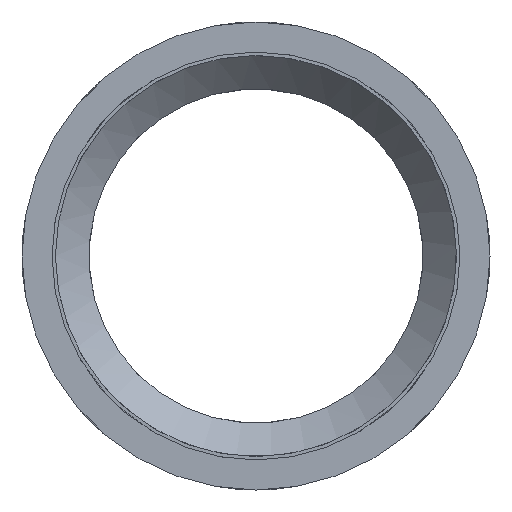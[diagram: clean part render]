
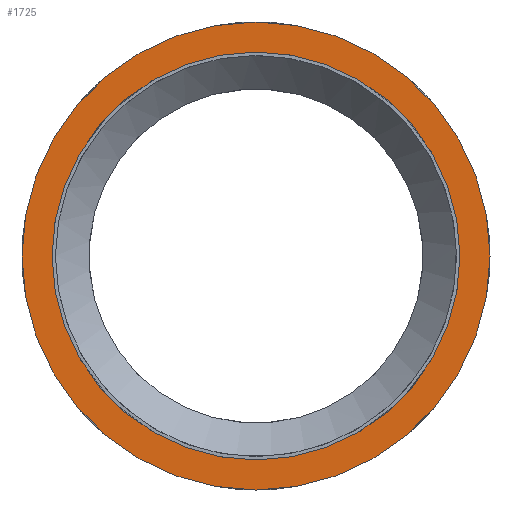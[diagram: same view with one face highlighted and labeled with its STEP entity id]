
A CAD part, front view. The second image highlights one B-rep face of the part: STEP entity #1725.
In plain terms, the highlighted planar face has unit normal (0, -1, 0).
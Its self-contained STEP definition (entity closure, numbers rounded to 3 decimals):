
#404=FACE_BOUND('',#559,.T.);
#468=FACE_OUTER_BOUND('',#558,.T.);
#558=EDGE_LOOP('',(#1177));
#559=EDGE_LOOP('',(#1178));
#712=CIRCLE('',#1843,35.);
#713=CIRCLE('',#1844,30.5);
#755=VERTEX_POINT('',#2395);
#756=VERTEX_POINT('',#2397);
#929=EDGE_CURVE('',#755,#755,#712,.T.);
#930=EDGE_CURVE('',#756,#756,#713,.T.);
#1177=ORIENTED_EDGE('',*,*,#929,.T.);
#1178=ORIENTED_EDGE('',*,*,#930,.T.);
#1673=PLANE('',#1842);
#1725=ADVANCED_FACE('',(#468,#404),#1673,.F.);
#1842=AXIS2_PLACEMENT_3D('',#2394,#1983,#1984);
#1843=AXIS2_PLACEMENT_3D('',#2396,#1985,#1986);
#1844=AXIS2_PLACEMENT_3D('',#2398,#1987,#1988);
#1983=DIRECTION('center_axis',(0.,1.,0.));
#1984=DIRECTION('ref_axis',(0.707,0.,0.707));
#1985=DIRECTION('center_axis',(0.,-1.,0.));
#1986=DIRECTION('ref_axis',(0.707,0.,0.707));
#1987=DIRECTION('center_axis',(0.,1.,0.));
#1988=DIRECTION('ref_axis',(1.,0.,0.));
#2394=CARTESIAN_POINT('Origin',(0.,-85.,0.));
#2395=CARTESIAN_POINT('',(-35.,-85.,0.));
#2396=CARTESIAN_POINT('Origin',(0.,-85.,0.));
#2397=CARTESIAN_POINT('',(-30.5,-85.,0.));
#2398=CARTESIAN_POINT('Origin',(0.,-85.,0.));
